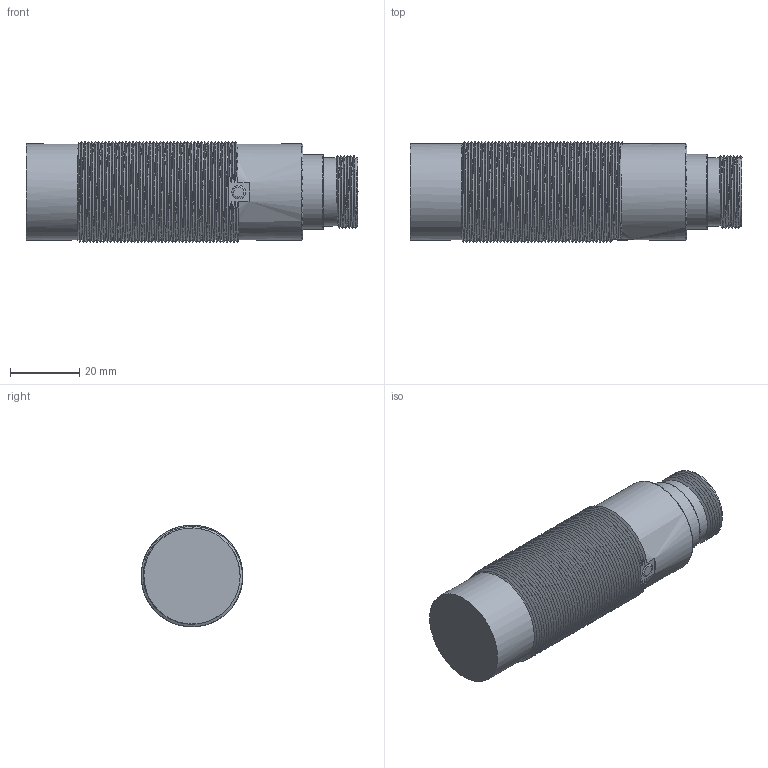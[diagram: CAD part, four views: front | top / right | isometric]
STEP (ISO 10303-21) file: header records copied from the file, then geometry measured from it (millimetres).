
FILE_DESCRIPTION( ('This file contains a STEP AP42 implementation' ,'as created by ZW3D STEP Interface translator.') ,'2;1' );
FILE_NAME( 'FCS1-3015X-XZL3.stp' ,'20 6 4.16 934', (''), ('ZWCAD Software Co.'), 'Version 1.0', 'ZW3D to STEP translator', '' );
FILE_SCHEMA(('AUTOMOTIVE_DESIGN'));
Length unit declared in the file: millimetre
Products named in the file (2): 0; FCS1-3015X-XZL3
Bounding box: 96 x 29.36 x 29.36 mm (x, y, z)
Volume: 53631.4 mm3; surface area: 15337.1 mm2
Topology: 4 solids, 4 shells, 117 faces, 303 edges, 193 vertices
Faces by surface type: bspline 117
Entity records: 10166 total; most frequent: CARTESIAN_POINT 8413, ORIENTED_EDGE 586, EDGE_CURVE 293, VERTEX_POINT 192, EDGE_LOOP 127, B_SPLINE_CURVE_WITH_KNOTS 121, FACE_OUTER_BOUND 117, ADVANCED_FACE 117
